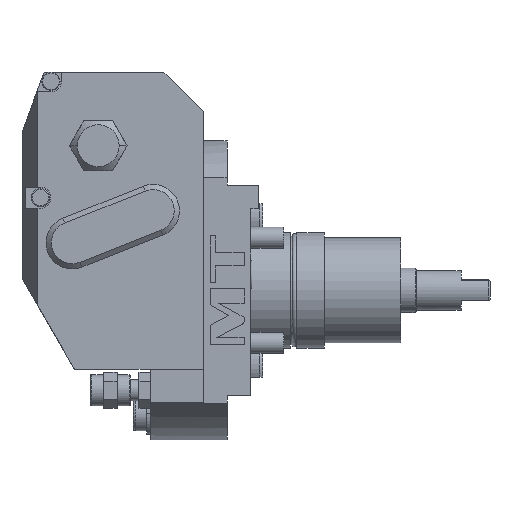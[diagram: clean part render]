
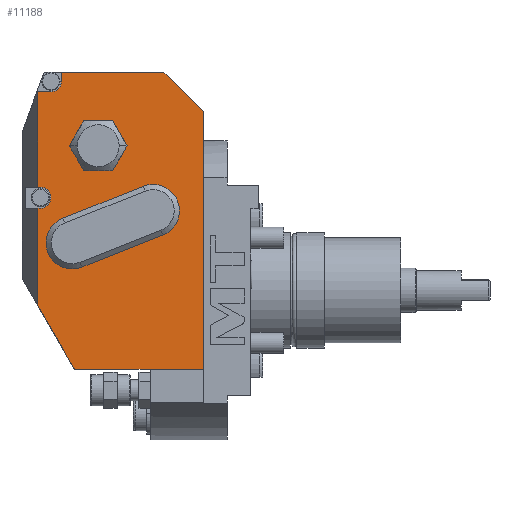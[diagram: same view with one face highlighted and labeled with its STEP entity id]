
A CAD part, front view. The second image highlights one B-rep face of the part: STEP entity #11188.
In plain terms, the highlighted planar face has unit normal (0, -1, 0).
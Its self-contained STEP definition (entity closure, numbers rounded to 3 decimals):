
#59=DIRECTION('',(-1.,0.,0.));
#60=VECTOR('',#59,49.);
#61=CARTESIAN_POINT('',(-18.,-67.,-30.));
#62=LINE('',#61,#60);
#85=DIRECTION('',(0.,0.,-1.));
#86=VECTOR('',#85,98.);
#87=CARTESIAN_POINT('',(-18.,-67.,68.));
#88=LINE('',#87,#86);
#101=DIRECTION('',(-0.707,0.,0.707));
#102=VECTOR('',#101,21.213);
#103=CARTESIAN_POINT('',(-18.,-67.,68.));
#104=LINE('',#103,#102);
#113=DIRECTION('',(1.,0.,0.));
#114=VECTOR('',#113,39.);
#115=CARTESIAN_POINT('',(-72.,-67.,83.));
#116=LINE('',#115,#114);
#173=DIRECTION('',(-0.5,0.,0.866));
#174=VECTOR('',#173,28.);
#175=CARTESIAN_POINT('',(-67.,-67.,-30.));
#176=LINE('',#175,#174);
#3997=DIRECTION('',(0.,0.,-1.));
#3998=VECTOR('',#3997,37.001);
#3999=CARTESIAN_POINT('',(-81.,-67.,31.25));
#4000=LINE('',#3999,#3998);
#4001=DIRECTION('',(1.,0.,0.));
#4002=VECTOR('',#4001,1.);
#4003=CARTESIAN_POINT('',(-81.,-67.,31.25));
#4004=LINE('',#4003,#4002);
#4005=CARTESIAN_POINT('',(-80.,-67.,35.25));
#4006=DIRECTION('',(0.,-1.,0.));
#4007=DIRECTION('',(0.,0.,-1.));
#4008=AXIS2_PLACEMENT_3D('',#4005,#4006,#4007);
#4010=DIRECTION('',(1.,0.,0.));
#4011=VECTOR('',#4010,1.);
#4012=CARTESIAN_POINT('',(-81.,-67.,39.25));
#4013=LINE('',#4012,#4011);
#4014=DIRECTION('',(0.,0.,-1.));
#4015=VECTOR('',#4014,36.25);
#4016=CARTESIAN_POINT('',(-81.,-67.,75.5));
#4017=LINE('',#4016,#4015);
#4018=DIRECTION('',(1.,0.,0.));
#4019=VECTOR('',#4018,5.);
#4020=CARTESIAN_POINT('',(-81.,-67.,75.5));
#4021=LINE('',#4020,#4019);
#4022=DIRECTION('',(0.,0.,-1.));
#4023=VECTOR('',#4022,3.5);
#4024=CARTESIAN_POINT('',(-72.,-67.,83.));
#4025=LINE('',#4024,#4023);
#4026=CARTESIAN_POINT('',(-67.874,-67.,18.123));
#4027=DIRECTION('',(0.,1.,0.));
#4028=DIRECTION('',(0.368,0.,-0.93));
#4029=AXIS2_PLACEMENT_3D('',#4026,#4027,#4028);
#4031=DIRECTION('',(-0.93,0.,-0.368));
#4032=VECTOR('',#4031,33.069);
#4033=CARTESIAN_POINT('',(-33.445,-67.,20.987));
#4034=LINE('',#4033,#4032);
#4035=CARTESIAN_POINT('',(-37.123,-67.,30.286));
#4036=DIRECTION('',(0.,1.,0.));
#4037=DIRECTION('',(-0.368,0.,0.93));
#4038=AXIS2_PLACEMENT_3D('',#4035,#4036,#4037);
#4040=DIRECTION('',(0.93,0.,0.368));
#4041=VECTOR('',#4040,33.069);
#4042=CARTESIAN_POINT('',(-71.552,-67.,27.422));
#4043=LINE('',#4042,#4041);
#4129=CARTESIAN_POINT('',(-76.,-67.,79.5));
#4130=DIRECTION('',(0.,1.,0.));
#4131=DIRECTION('',(1.,0.,0.));
#4132=AXIS2_PLACEMENT_3D('',#4129,#4130,#4131);
#4143=CARTESIAN_POINT('',(-58.,-67.,55.));
#4144=DIRECTION('',(0.,1.,0.));
#4145=DIRECTION('',(-1.,0.,0.));
#4146=AXIS2_PLACEMENT_3D('',#4143,#4144,#4145);
#4148=CARTESIAN_POINT('',(-58.,-67.,55.));
#4149=DIRECTION('',(0.,1.,0.));
#4150=DIRECTION('',(1.,0.,0.));
#4151=AXIS2_PLACEMENT_3D('',#4148,#4149,#4150);
#5594=CARTESIAN_POINT('',(-64.196,-67.,8.824));
#5595=CARTESIAN_POINT('',(-71.552,-67.,27.422));
#5596=VERTEX_POINT('',#5594);
#5597=VERTEX_POINT('',#5595);
#5598=CARTESIAN_POINT('',(-40.801,-67.,39.585));
#5599=VERTEX_POINT('',#5598);
#5600=CARTESIAN_POINT('',(-33.445,-67.,20.987));
#5601=VERTEX_POINT('',#5600);
#5602=CARTESIAN_POINT('',(-18.,-67.,-30.));
#5603=CARTESIAN_POINT('',(-67.,-67.,-30.));
#5604=VERTEX_POINT('',#5602);
#5605=VERTEX_POINT('',#5603);
#5606=CARTESIAN_POINT('',(-18.,-67.,68.));
#5607=VERTEX_POINT('',#5606);
#5608=CARTESIAN_POINT('',(-33.,-67.,83.));
#5609=VERTEX_POINT('',#5608);
#5626=CARTESIAN_POINT('',(-72.,-67.,83.));
#5628=VERTEX_POINT('',#5626);
#5630=CARTESIAN_POINT('',(-72.,-67.,79.5));
#5631=VERTEX_POINT('',#5630);
#5639=CARTESIAN_POINT('',(-81.,-67.,-5.751));
#5641=VERTEX_POINT('',#5639);
#5643=CARTESIAN_POINT('',(-81.,-67.,75.5));
#5645=VERTEX_POINT('',#5643);
#5646=CARTESIAN_POINT('',(-76.,-67.,75.5));
#5647=VERTEX_POINT('',#5646);
#5650=CARTESIAN_POINT('',(-81.,-67.,31.25));
#5651=VERTEX_POINT('',#5650);
#5652=CARTESIAN_POINT('',(-81.,-67.,39.25));
#5653=VERTEX_POINT('',#5652);
#5655=CARTESIAN_POINT('',(-80.,-67.,39.25));
#5657=VERTEX_POINT('',#5655);
#5659=CARTESIAN_POINT('',(-80.,-67.,31.25));
#5661=VERTEX_POINT('',#5659);
#6041=CARTESIAN_POINT('',(-64.,-67.,55.));
#6042=CARTESIAN_POINT('',(-52.,-67.,55.));
#6043=VERTEX_POINT('',#6041);
#6044=VERTEX_POINT('',#6042);
#11148=CARTESIAN_POINT('',(-48.5,-67.,0.));
#11149=DIRECTION('',(0.,-1.,0.));
#11150=DIRECTION('',(0.,0.,1.));
#11151=AXIS2_PLACEMENT_3D('',#11148,#11149,#11150);
#11152=PLANE('',#11151);
#11153=ORIENTED_EDGE('',*,*,#6432,.T.);
#11154=ORIENTED_EDGE('',*,*,#11027,.F.);
#11156=ORIENTED_EDGE('',*,*,#11155,.T.);
#11158=ORIENTED_EDGE('',*,*,#11157,.T.);
#11160=ORIENTED_EDGE('',*,*,#11159,.F.);
#11161=ORIENTED_EDGE('',*,*,#11019,.F.);
#11162=ORIENTED_EDGE('',*,*,#11043,.T.);
#11164=ORIENTED_EDGE('',*,*,#11163,.F.);
#11165=ORIENTED_EDGE('',*,*,#11140,.F.);
#11166=ORIENTED_EDGE('',*,*,#6370,.T.);
#11167=ORIENTED_EDGE('',*,*,#6353,.F.);
#11168=ORIENTED_EDGE('',*,*,#6336,.T.);
#11169=ORIENTED_EDGE('',*,*,#6310,.T.);
#11170=EDGE_LOOP('',(#11153,#11154,#11156,#11158,#11160,#11161,#11162,#11164,
#11165,#11166,#11167,#11168,#11169));
#11171=FACE_OUTER_BOUND('',#11170,.F.);
#11173=ORIENTED_EDGE('',*,*,#11172,.F.);
#11175=ORIENTED_EDGE('',*,*,#11174,.F.);
#11176=EDGE_LOOP('',(#11173,#11175));
#11177=FACE_BOUND('',#11176,.F.);
#11179=ORIENTED_EDGE('',*,*,#11178,.F.);
#11181=ORIENTED_EDGE('',*,*,#11180,.F.);
#11183=ORIENTED_EDGE('',*,*,#11182,.F.);
#11185=ORIENTED_EDGE('',*,*,#11184,.F.);
#11186=EDGE_LOOP('',(#11179,#11181,#11183,#11185));
#11187=FACE_BOUND('',#11186,.F.);
#11188=ADVANCED_FACE('',(#11171,#11177,#11187),#11152,.T.);
#4009=CIRCLE('',#4008,4.);
#4030=CIRCLE('',#4029,10.);
#4039=CIRCLE('',#4038,10.);
#4133=CIRCLE('',#4132,4.);
#4147=CIRCLE('',#4146,6.);
#4152=CIRCLE('',#4151,6.);
#6310=EDGE_CURVE('',#5604,#5605,#62,.T.);
#6336=EDGE_CURVE('',#5607,#5604,#88,.T.);
#6353=EDGE_CURVE('',#5607,#5609,#104,.T.);
#6370=EDGE_CURVE('',#5628,#5609,#116,.T.);
#6432=EDGE_CURVE('',#5605,#5641,#176,.T.);
#11019=EDGE_CURVE('',#5645,#5653,#4017,.T.);
#11027=EDGE_CURVE('',#5651,#5641,#4000,.T.);
#11043=EDGE_CURVE('',#5645,#5647,#4021,.T.);
#11140=EDGE_CURVE('',#5628,#5631,#4025,.T.);
#11155=EDGE_CURVE('',#5651,#5661,#4004,.T.);
#11157=EDGE_CURVE('',#5661,#5657,#4009,.T.);
#11159=EDGE_CURVE('',#5653,#5657,#4013,.T.);
#11163=EDGE_CURVE('',#5631,#5647,#4133,.T.);
#11172=EDGE_CURVE('',#6043,#6044,#4147,.T.);
#11174=EDGE_CURVE('',#6044,#6043,#4152,.T.);
#11178=EDGE_CURVE('',#5596,#5597,#4030,.T.);
#11180=EDGE_CURVE('',#5601,#5596,#4034,.T.);
#11182=EDGE_CURVE('',#5599,#5601,#4039,.T.);
#11184=EDGE_CURVE('',#5597,#5599,#4043,.T.);
